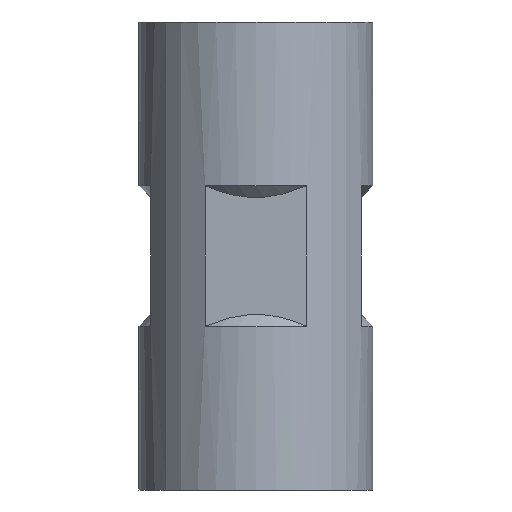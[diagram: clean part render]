
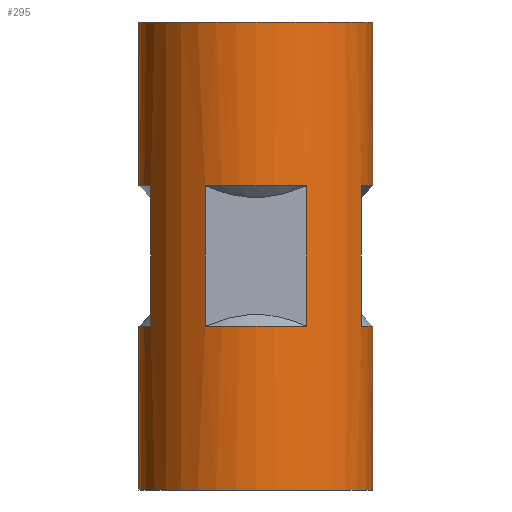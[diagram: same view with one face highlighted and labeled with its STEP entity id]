
A CAD part, front view. The second image highlights one B-rep face of the part: STEP entity #295.
In plain terms, the highlighted cylindrical face has radius 5 mm (diameter 10 mm), a partial arc.
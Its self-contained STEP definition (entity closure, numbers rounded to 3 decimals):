
#10 = DIRECTION ( 'NONE',  ( 0., 0., -1. ) ) ;
#14 = CARTESIAN_POINT ( 'NONE',  ( 4.5, -2.179, -3. ) ) ;
#19 = CYLINDRICAL_SURFACE ( 'NONE', #131, 5. ) ;
#20 = DIRECTION ( 'NONE',  ( -1., 0., 0. ) ) ;
#23 = CARTESIAN_POINT ( 'NONE',  ( -5., 0., 3. ) ) ;
#24 = ORIENTED_EDGE ( 'NONE', *, *, #710, .T. ) ;
#32 = DIRECTION ( 'NONE',  ( 0., 0., -1. ) ) ;
#38 = CARTESIAN_POINT ( 'NONE',  ( -4.5, -2.179, -3. ) ) ;
#41 = AXIS2_PLACEMENT_3D ( 'NONE', #579, #32, #521 ) ;
#44 = ORIENTED_EDGE ( 'NONE', *, *, #132, .T. ) ;
#48 = DIRECTION ( 'NONE',  ( 0., 0., 1. ) ) ;
#52 = EDGE_CURVE ( 'NONE', #100, #198, #85, .T. ) ;
#61 = ORIENTED_EDGE ( 'NONE', *, *, #269, .T. ) ;
#66 = CIRCLE ( 'NONE', #142, 5. ) ;
#83 = ORIENTED_EDGE ( 'NONE', *, *, #94, .T. ) ;
#85 = LINE ( 'NONE', #97, #190 ) ;
#94 = EDGE_CURVE ( 'NONE', #144, #520, #764, .T. ) ;
#95 = CARTESIAN_POINT ( 'NONE',  ( 2.179, -4.5, 3. ) ) ;
#97 = CARTESIAN_POINT ( 'NONE',  ( 5., 0., 10. ) ) ;
#100 = VERTEX_POINT ( 'NONE', #565 ) ;
#107 = VERTEX_POINT ( 'NONE', #694 ) ;
#111 = DIRECTION ( 'NONE',  ( 0., 0., 1. ) ) ;
#112 = VERTEX_POINT ( 'NONE', #449 ) ;
#125 = LINE ( 'NONE', #188, #165 ) ;
#129 = ORIENTED_EDGE ( 'NONE', *, *, #678, .T. ) ;
#130 = VECTOR ( 'NONE', #10, 1000. ) ;
#131 = AXIS2_PLACEMENT_3D ( 'NONE', #214, #691, #506 ) ;
#132 = EDGE_CURVE ( 'NONE', #177, #144, #379, .T. ) ;
#141 = CARTESIAN_POINT ( 'NONE',  ( 2.179, -4.5, -3. ) ) ;
#142 = AXIS2_PLACEMENT_3D ( 'NONE', #296, #48, #172 ) ;
#144 = VERTEX_POINT ( 'NONE', #14 ) ;
#155 = ORIENTED_EDGE ( 'NONE', *, *, #783, .T. ) ;
#156 = CIRCLE ( 'NONE', #515, 5. ) ;
#160 = DIRECTION ( 'NONE',  ( 0., 0., -1. ) ) ;
#164 = VERTEX_POINT ( 'NONE', #235 ) ;
#165 = VECTOR ( 'NONE', #606, 1000. ) ;
#168 = ORIENTED_EDGE ( 'NONE', *, *, #580, .F. ) ;
#170 = DIRECTION ( 'NONE',  ( 0., 0., -1. ) ) ;
#172 = DIRECTION ( 'NONE',  ( -1., 0., 0. ) ) ;
#175 = EDGE_CURVE ( 'NONE', #403, #753, #234, .T. ) ;
#177 = VERTEX_POINT ( 'NONE', #499 ) ;
#179 = EDGE_CURVE ( 'NONE', #572, #545, #125, .T. ) ;
#188 = CARTESIAN_POINT ( 'NONE',  ( -4.5, -2.179, 10. ) ) ;
#189 = ORIENTED_EDGE ( 'NONE', *, *, #481, .F. ) ;
#190 = VECTOR ( 'NONE', #404, 1000. ) ;
#197 = FACE_OUTER_BOUND ( 'NONE', #373, .T. ) ;
#198 = VERTEX_POINT ( 'NONE', #601 ) ;
#200 = EDGE_CURVE ( 'NONE', #164, #107, #544, .T. ) ;
#203 = LINE ( 'NONE', #698, #278 ) ;
#204 = ORIENTED_EDGE ( 'NONE', *, *, #330, .T. ) ;
#214 = CARTESIAN_POINT ( 'NONE',  ( 0., 0., 10. ) ) ;
#221 = DIRECTION ( 'NONE',  ( 0., 0., -1. ) ) ;
#233 = VERTEX_POINT ( 'NONE', #419 ) ;
#234 = CIRCLE ( 'NONE', #536, 5. ) ;
#235 = CARTESIAN_POINT ( 'NONE',  ( -5., 0., -3. ) ) ;
#237 = DIRECTION ( 'NONE',  ( -1., 0., 0. ) ) ;
#244 = CARTESIAN_POINT ( 'NONE',  ( 0., 0., -3. ) ) ;
#248 = CIRCLE ( 'NONE', #436, 5. ) ;
#257 = ORIENTED_EDGE ( 'NONE', *, *, #179, .T. ) ;
#263 = CIRCLE ( 'NONE', #526, 5. ) ;
#269 = EDGE_CURVE ( 'NONE', #715, #569, #570, .T. ) ;
#278 = VECTOR ( 'NONE', #160, 1000. ) ;
#286 = CARTESIAN_POINT ( 'NONE',  ( -2.179, -4.5, 10. ) ) ;
#288 = CARTESIAN_POINT ( 'NONE',  ( -4.5, -2.179, 3. ) ) ;
#295 = ADVANCED_FACE ( 'NONE', ( #197, #385 ), #19, .T. ) ;
#296 = CARTESIAN_POINT ( 'NONE',  ( 0., 0., 3. ) ) ;
#316 = VECTOR ( 'NONE', #640, 1000. ) ;
#317 = VECTOR ( 'NONE', #704, 1000. ) ;
#320 = EDGE_CURVE ( 'NONE', #545, #164, #474, .T. ) ;
#330 = EDGE_CURVE ( 'NONE', #569, #572, #248, .T. ) ;
#339 = VECTOR ( 'NONE', #668, 1000. ) ;
#341 = LINE ( 'NONE', #286, #317 ) ;
#346 = CARTESIAN_POINT ( 'NONE',  ( 2.179, -4.5, 10. ) ) ;
#355 = EDGE_LOOP ( 'NONE', ( #395, #369, #708, #129 ) ) ;
#369 = ORIENTED_EDGE ( 'NONE', *, *, #175, .T. ) ;
#373 = EDGE_LOOP ( 'NONE', ( #705, #168, #61, #204, #257, #744, #636, #155, #189, #44, #83, #24 ) ) ;
#379 = CIRCLE ( 'NONE', #41, 5. ) ;
#385 = FACE_BOUND ( 'NONE', #355, .T. ) ;
#395 = ORIENTED_EDGE ( 'NONE', *, *, #642, .T. ) ;
#403 = VERTEX_POINT ( 'NONE', #141 ) ;
#404 = DIRECTION ( 'NONE',  ( 0., 0., -1. ) ) ;
#419 = CARTESIAN_POINT ( 'NONE',  ( -2.179, -4.5, 3. ) ) ;
#427 = CARTESIAN_POINT ( 'NONE',  ( -5., 0., 10. ) ) ;
#436 = AXIS2_PLACEMENT_3D ( 'NONE', #752, #724, #20 ) ;
#449 = CARTESIAN_POINT ( 'NONE',  ( 5., 0., -10. ) ) ;
#456 = CARTESIAN_POINT ( 'NONE',  ( 4.5, -2.179, 10. ) ) ;
#465 = DIRECTION ( 'NONE',  ( 0., 0., 1. ) ) ;
#474 = CIRCLE ( 'NONE', #559, 5. ) ;
#481 = EDGE_CURVE ( 'NONE', #177, #112, #203, .T. ) ;
#486 = CARTESIAN_POINT ( 'NONE',  ( 0., 0., -10. ) ) ;
#499 = CARTESIAN_POINT ( 'NONE',  ( 5., 0., -3. ) ) ;
#500 = VECTOR ( 'NONE', #221, 1000. ) ;
#506 = DIRECTION ( 'NONE',  ( -1., 0., 0. ) ) ;
#514 = CARTESIAN_POINT ( 'NONE',  ( -5., 0., 10. ) ) ;
#515 = AXIS2_PLACEMENT_3D ( 'NONE', #776, #111, #237 ) ;
#520 = VERTEX_POINT ( 'NONE', #522 ) ;
#521 = DIRECTION ( 'NONE',  ( 1., 0., 0. ) ) ;
#522 = CARTESIAN_POINT ( 'NONE',  ( 4.5, -2.179, 3. ) ) ;
#526 = AXIS2_PLACEMENT_3D ( 'NONE', #486, #548, #726 ) ;
#532 = CARTESIAN_POINT ( 'NONE',  ( -5., 0., 10. ) ) ;
#535 = CARTESIAN_POINT ( 'NONE',  ( -2.179, -4.5, -3. ) ) ;
#536 = AXIS2_PLACEMENT_3D ( 'NONE', #716, #170, #658 ) ;
#544 = LINE ( 'NONE', #427, #339 ) ;
#545 = VERTEX_POINT ( 'NONE', #38 ) ;
#548 = DIRECTION ( 'NONE',  ( 0., 0., 1. ) ) ;
#559 = AXIS2_PLACEMENT_3D ( 'NONE', #244, #568, #791 ) ;
#565 = CARTESIAN_POINT ( 'NONE',  ( 5., 0., 10. ) ) ;
#568 = DIRECTION ( 'NONE',  ( 0., 0., -1. ) ) ;
#569 = VERTEX_POINT ( 'NONE', #23 ) ;
#570 = LINE ( 'NONE', #514, #130 ) ;
#571 = DIRECTION ( 'NONE',  ( 1., 0., 0. ) ) ;
#572 = VERTEX_POINT ( 'NONE', #288 ) ;
#579 = CARTESIAN_POINT ( 'NONE',  ( 0., 0., -3. ) ) ;
#580 = EDGE_CURVE ( 'NONE', #715, #100, #652, .T. ) ;
#600 = EDGE_CURVE ( 'NONE', #753, #233, #341, .T. ) ;
#601 = CARTESIAN_POINT ( 'NONE',  ( 5., 0., 3. ) ) ;
#606 = DIRECTION ( 'NONE',  ( 0., 0., -1. ) ) ;
#636 = ORIENTED_EDGE ( 'NONE', *, *, #200, .T. ) ;
#639 = VERTEX_POINT ( 'NONE', #95 ) ;
#640 = DIRECTION ( 'NONE',  ( 0., 0., 1. ) ) ;
#642 = EDGE_CURVE ( 'NONE', #639, #403, #770, .T. ) ;
#652 = CIRCLE ( 'NONE', #703, 5. ) ;
#658 = DIRECTION ( 'NONE',  ( 1., 0., 0. ) ) ;
#668 = DIRECTION ( 'NONE',  ( 0., 0., -1. ) ) ;
#678 = EDGE_CURVE ( 'NONE', #233, #639, #66, .T. ) ;
#691 = DIRECTION ( 'NONE',  ( 0., 0., -1. ) ) ;
#694 = CARTESIAN_POINT ( 'NONE',  ( -5., 0., -10. ) ) ;
#698 = CARTESIAN_POINT ( 'NONE',  ( 5., 0., 10. ) ) ;
#703 = AXIS2_PLACEMENT_3D ( 'NONE', #759, #465, #571 ) ;
#704 = DIRECTION ( 'NONE',  ( 0., 0., 1. ) ) ;
#705 = ORIENTED_EDGE ( 'NONE', *, *, #52, .F. ) ;
#708 = ORIENTED_EDGE ( 'NONE', *, *, #600, .T. ) ;
#710 = EDGE_CURVE ( 'NONE', #520, #198, #156, .T. ) ;
#715 = VERTEX_POINT ( 'NONE', #532 ) ;
#716 = CARTESIAN_POINT ( 'NONE',  ( 0., 0., -3. ) ) ;
#724 = DIRECTION ( 'NONE',  ( 0., 0., 1. ) ) ;
#726 = DIRECTION ( 'NONE',  ( 1., 0., 0. ) ) ;
#744 = ORIENTED_EDGE ( 'NONE', *, *, #320, .T. ) ;
#752 = CARTESIAN_POINT ( 'NONE',  ( 0., 0., 3. ) ) ;
#753 = VERTEX_POINT ( 'NONE', #535 ) ;
#759 = CARTESIAN_POINT ( 'NONE',  ( 0., 0., 10. ) ) ;
#764 = LINE ( 'NONE', #456, #316 ) ;
#770 = LINE ( 'NONE', #346, #500 ) ;
#776 = CARTESIAN_POINT ( 'NONE',  ( 0., 0., 3. ) ) ;
#783 = EDGE_CURVE ( 'NONE', #107, #112, #263, .T. ) ;
#791 = DIRECTION ( 'NONE',  ( 1., 0., 0. ) ) ;
